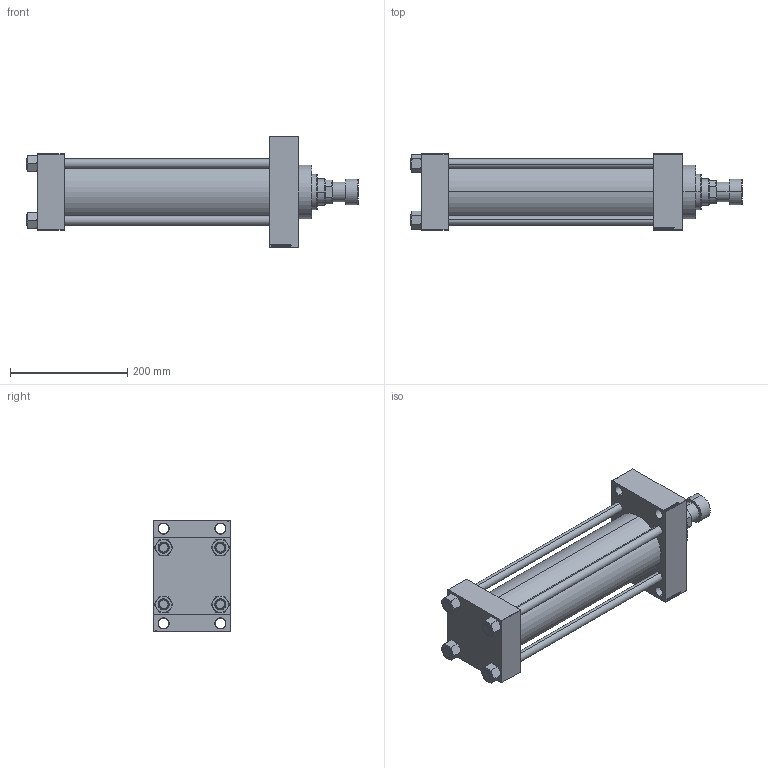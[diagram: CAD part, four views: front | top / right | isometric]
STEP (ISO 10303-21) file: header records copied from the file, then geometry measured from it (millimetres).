
FILE_DESCRIPTION (( 'STEP AP203' ), '1' );
FILE_NAME ('c278.STEP', '2022-04-15T11:19:14', ( '' ), ( '' ), 'SwSTEP 2.0', 'SolidWorks 2019', '' );
FILE_SCHEMA (( 'CONFIG_CONTROL_DESIGN' ));
Length unit declared in the file: millimetre
Products named in the file (7): V215_VC_A c46d15a65606ddbd2a213f9f99453e78; V215CR_VCP_D c46d15a65606ddbd2a213f9f99453e78; V215CR_D_TYCINKA c46d15a65606ddbd2a213f9f99453e78; V215CR_ROD_END_F c46d15a65606ddbd2a213f9f99453e78; NUT_M5_D c46d15a65606ddbd2a213f9f99453e78; c278; V215CR_D_Body c46d15a65606ddbd2a213f9f99453e78
Assembly tree (12 placements, depth 2):
  c278
    V215CR_D_Body c46d15a65606ddbd2a213f9f99453e78
    V215CR_VCP_D c46d15a65606ddbd2a213f9f99453e78
    NUT_M5_D c46d15a65606ddbd2a213f9f99453e78  x4
    V215CR_D_TYCINKA c46d15a65606ddbd2a213f9f99453e78  x4
    V215_VC_A c46d15a65606ddbd2a213f9f99453e78
    V215CR_ROD_END_F c46d15a65606ddbd2a213f9f99453e78
Bounding box: 567 x 130 x 190 mm (x, y, z)
Volume: 3601013.1 mm3; surface area: 637706.4 mm2
Topology: 12 solids, 12 shells, 1173 faces, 2944 edges, 1909 vertices
Faces by surface type: plane 550, bspline 368, cone 146, cylinder 97, torus 12
Entity records: 48341 total; most frequent: CARTESIAN_POINT 25272, ORIENTED_EDGE 5152, DIRECTION 3386, EDGE_CURVE 2576, VERTEX_POINT 1687, VECTOR 1540, LINE 1540, EDGE_LOOP 1151
